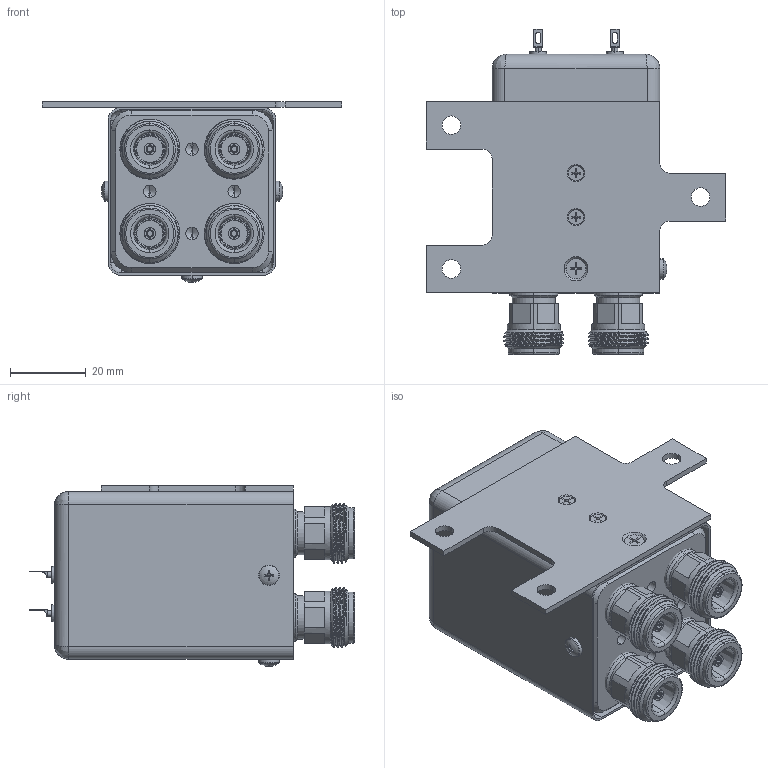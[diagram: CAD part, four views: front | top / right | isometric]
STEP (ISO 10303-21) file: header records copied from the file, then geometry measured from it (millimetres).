
FILE_DESCRIPTION (( 'STEP AP214' ), '1' );
FILE_NAME ('FMSW6609_3D.step', '2025-03-07T20:21:06', ( '' ), ( '' ), 'SwSTEP 2.0', 'SolidWorks 2022', '' );
FILE_SCHEMA (( 'AUTOMOTIVE_DESIGN' ));
Length unit declared in the file: inch
Products named in the file (9): FMSW6609_3D; B22064002^FMSW6609; R040691-e360_-03^FMSW6609; A12075Y04_-401^FMSW6609; B2202100X^FMSW6609; A12075Y05_-202^FMSW6609; NEW N connector^FMSW6609; B22061003(______)_-2h^FMSW6609; A12075Y05_-402^FMSW6609
Assembly tree (17 placements, depth 2):
  FMSW6609_3D
    B2202100X^FMSW6609
    NEW N connector^FMSW6609  x4
    B22061003(______)_-2h^FMSW6609
    B22064002^FMSW6609
    R040691-e360_-03^FMSW6609  x4
    A12075Y05_-402^FMSW6609
    A12075Y04_-401^FMSW6609  x3
    A12075Y05_-202^FMSW6609  x2
Bounding box: 79.25 x 86.11 x 47.86 mm (x, y, z)
Volume: 41679.8 mm3; surface area: 48747.8 mm2
Topology: 17 solids, 17 shells, 855 faces, 2125 edges, 1334 vertices
Faces by surface type: plane 302, cylinder 298, cone 140, bspline 74, torus 38, sphere 3
Entity records: 15156 total; most frequent: CARTESIAN_POINT 5603, DIRECTION 1912, ORIENTED_EDGE 1868, EDGE_CURVE 934, AXIS2_PLACEMENT_3D 756, VERTEX_POINT 597, EDGE_LOOP 471, VECTOR 400
